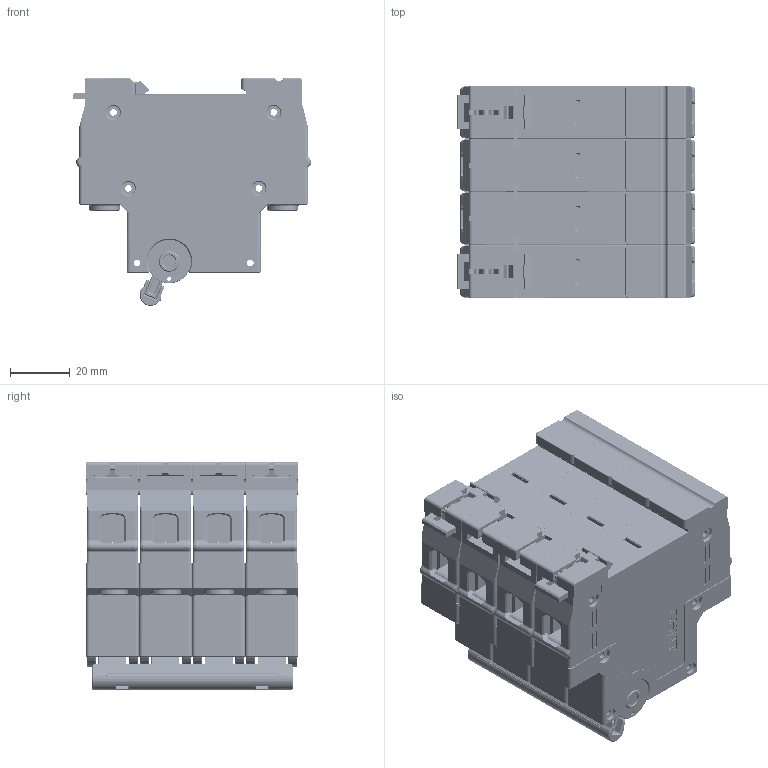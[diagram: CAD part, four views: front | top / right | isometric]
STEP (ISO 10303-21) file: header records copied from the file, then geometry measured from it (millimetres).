
FILE_DESCRIPTION((''),'2;1');
FILE_NAME('NXHB-125-4P_ASM','2017-08-11T',('xujh'),(''),'PRO/ENGINEER BY PARAMETRIC TECHNOLOGY CORPORATION, 2007090','PRO/ENGINEER BY PARAMETRIC TECHNOLOGY CORPORATION, 2007090','');
FILE_SCHEMA(('CONFIG_CONTROL_DESIGN'));
Length unit declared in the file: millimetre
Products named in the file (29): NXHB-125-QUKE-512; SBTH; YAOBI-GAI; YBTH1; 8ZTD-585-979-2; JIEXZ-M5; LUOD-M5; NXHB-125-QUKE-511; DCT; 8-253-639-1-FANGXING; CHUTZC; JIECQ-LONG; PIANZTH_AF3; JCT; CTZC_AF2_ASM; NXH-125-63A_AF2_ASM; PIANZTH_AF4; CTZC_AF3_ASM; NXH-125-63A_AF3_ASM; PIANZTH_AF5; CTZC_AF4_ASM; NXH-125-63A_AF4_ASM; ZDJ; NXHB-125-3P_ASM; PIANZTH_AF0; CTZC_AF5_ASM; NXH-125-63A_AF5_ASM; 8-259-178-FANGXING; NXHB-125-4P_ASM
Assembly tree (88 placements, depth 5):
  NXHB-125-4P_ASM
    NXHB-125-3P_ASM
      NXH-125-63A_AF2_ASM
        NXHB-125-QUKE-512
        SBTH
        YAOBI-GAI
        YBTH1
        8ZTD-585-979-2  x2
        JIEXZ-M5  x2
        LUOD-M5  x2
        NXHB-125-QUKE-511
        DCT  x2
        8-253-639-1-FANGXING
        CTZC_AF2_ASM
          CHUTZC
          JIECQ-LONG
          PIANZTH_AF3
          JCT  x2
      NXH-125-63A_AF3_ASM
        NXHB-125-QUKE-512
        SBTH
        YAOBI-GAI
        YBTH1
        8ZTD-585-979-2  x2
        JIEXZ-M5  x2
        LUOD-M5  x2
        NXHB-125-QUKE-511
        DCT  x2
        8-253-639-1-FANGXING
        CTZC_AF3_ASM
          CHUTZC
          JIECQ-LONG
          PIANZTH_AF4
          JCT  x2
      NXH-125-63A_AF4_ASM
        NXHB-125-QUKE-512
        SBTH
        YAOBI-GAI
        YBTH1
        8ZTD-585-979-2  x2
        JIEXZ-M5  x2
        LUOD-M5  x2
        NXHB-125-QUKE-511
        DCT  x2
        8-253-639-1-FANGXING
        CTZC_AF4_ASM
          CHUTZC
          JIECQ-LONG
          PIANZTH_AF5
          JCT  x2
      ZDJ
    NXH-125-63A_AF5_ASM
      NXHB-125-QUKE-512
      SBTH
      YAOBI-GAI
      YBTH1
      8ZTD-585-979-2  x2
      JIEXZ-M5  x2
      LUOD-M5  x2
      NXHB-125-QUKE-511
Bounding box: 79.9 x 71.2 x 76.4 mm (x, y, z)
Volume: 116733 mm3; surface area: 175410.9 mm2
Topology: 79 solids, 83 shells, 8498 faces, 22569 edges, 14608 vertices
Faces by surface type: plane 4928, cylinder 2218, extrusion 616, cone 428, torus 160, bspline 108, sphere 32, revolution 8
Entity records: 80054 total; most frequent: CARTESIAN_POINT 22883, ORIENTED_EDGE 11898, DIRECTION 11500, EDGE_CURVE 5951, VECTOR 4198, LINE 4044, VERTEX_POINT 3864, AXIS2_PLACEMENT_3D 3650
